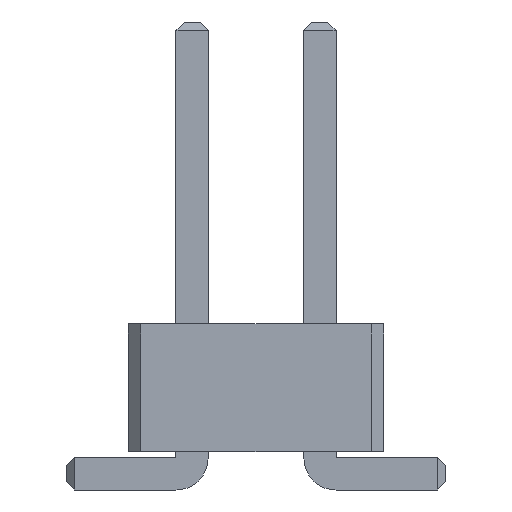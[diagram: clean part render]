
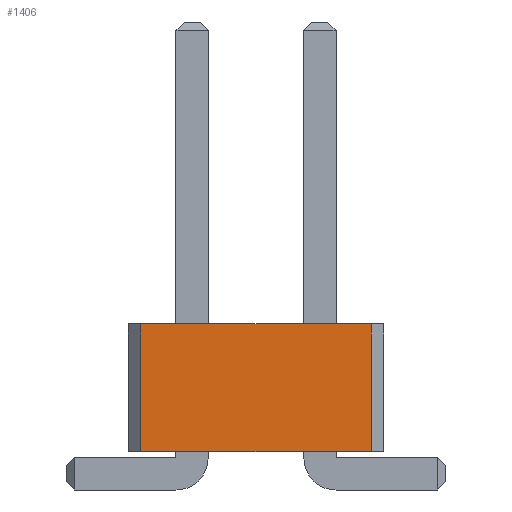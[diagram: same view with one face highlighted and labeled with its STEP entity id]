
A CAD part, front view. The second image highlights one B-rep face of the part: STEP entity #1406.
In plain terms, the highlighted planar face has unit normal (0, -1, 0).
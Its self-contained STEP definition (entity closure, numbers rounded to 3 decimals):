
#214 = VERTEX_POINT('',#215);
#215 = CARTESIAN_POINT('',(2.286,-5.08,0.76));
#221 = EDGE_CURVE('',#222,#214,#224,.T.);
#222 = VERTEX_POINT('',#223);
#223 = CARTESIAN_POINT('',(-2.286,-5.08,0.76));
#224 = LINE('',#225,#226);
#225 = CARTESIAN_POINT('',(-2.286,-5.08,0.76));
#226 = VECTOR('',#227,1.);
#227 = DIRECTION('',(1.,0.,0.));
#679 = VERTEX_POINT('',#680);
#680 = CARTESIAN_POINT('',(2.286,-5.08,3.3));
#686 = EDGE_CURVE('',#687,#679,#689,.T.);
#687 = VERTEX_POINT('',#688);
#688 = CARTESIAN_POINT('',(-2.286,-5.08,3.3));
#689 = LINE('',#690,#691);
#690 = CARTESIAN_POINT('',(-2.286,-5.08,3.3));
#691 = VECTOR('',#692,1.);
#692 = DIRECTION('',(1.,0.,0.));
#1378 = EDGE_CURVE('',#222,#687,#1379,.T.);
#1379 = LINE('',#1380,#1381);
#1380 = CARTESIAN_POINT('',(-2.286,-5.08,0.76));
#1381 = VECTOR('',#1382,1.);
#1382 = DIRECTION('',(0.,0.,1.));
#1406 = ADVANCED_FACE('',(#1407),#1418,.F.);
#1407 = FACE_BOUND('',#1408,.F.);
#1408 = EDGE_LOOP('',(#1409,#1410,#1411,#1417));
#1409 = ORIENTED_EDGE('',*,*,#1378,.T.);
#1410 = ORIENTED_EDGE('',*,*,#686,.T.);
#1411 = ORIENTED_EDGE('',*,*,#1412,.F.);
#1412 = EDGE_CURVE('',#214,#679,#1413,.T.);
#1413 = LINE('',#1414,#1415);
#1414 = CARTESIAN_POINT('',(2.286,-5.08,0.76));
#1415 = VECTOR('',#1416,1.);
#1416 = DIRECTION('',(0.,0.,1.));
#1417 = ORIENTED_EDGE('',*,*,#221,.F.);
#1418 = PLANE('',#1419);
#1419 = AXIS2_PLACEMENT_3D('',#1420,#1421,#1422);
#1420 = CARTESIAN_POINT('',(-2.286,-5.08,0.76));
#1421 = DIRECTION('',(0.,1.,0.));
#1422 = DIRECTION('',(1.,0.,0.));
